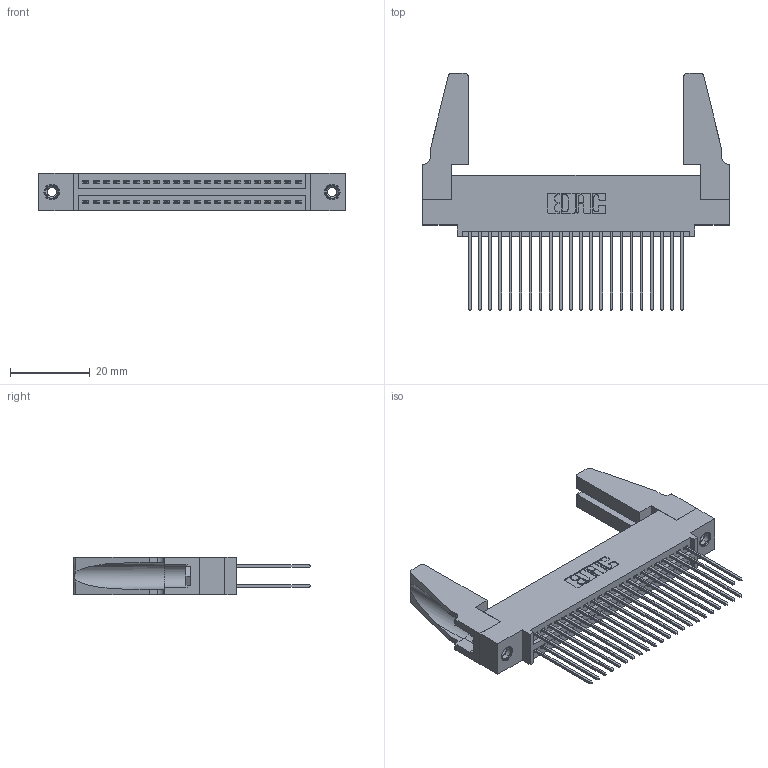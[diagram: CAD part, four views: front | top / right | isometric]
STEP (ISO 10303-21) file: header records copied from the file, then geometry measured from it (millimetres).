
FILE_DESCRIPTION (( 'STEP AP203' ), '1' );
FILE_NAME ('395-044-541-588.STEP', '2019-10-19T02:27:08', ( '' ), ( '' ), 'SwSTEP 2.0', 'SolidWorks 2016', '' );
FILE_SCHEMA (( 'CONFIG_CONTROL_DESIGN' ));
Length unit declared in the file: inch
Products named in the file (5): 345 Part_0.110 Offset - 0.156 Dia-TH; 345-292-001_345-293-141; 345-250-001_345-250-001-102; 345-220-078_345-220-088; 395-044-541-588
Assembly tree (49 placements, depth 2):
  395-044-541-588
    345 Part_0.110 Offset - 0.156 Dia-TH
    345-292-001_345-293-141  x44
    345-250-001_345-250-001-102  x2
    345-220-078_345-220-088  x2
Bounding box: 77.11 x 59.61 x 9.4 mm (x, y, z)
Volume: 10736.8 mm3; surface area: 15077.4 mm2
Topology: 49 solids, 49 shells, 2454 faces, 7223 edges, 4746 vertices
Faces by surface type: plane 1608, cylinder 830, cone 12, torus 4
Entity records: 22252 total; most frequent: CARTESIAN_POINT 3746, ORIENTED_EDGE 3640, DIRECTION 3332, EDGE_CURVE 1820, LINE 1558, VECTOR 1558, VERTEX_POINT 1206, AXIS2_PLACEMENT_3D 887
